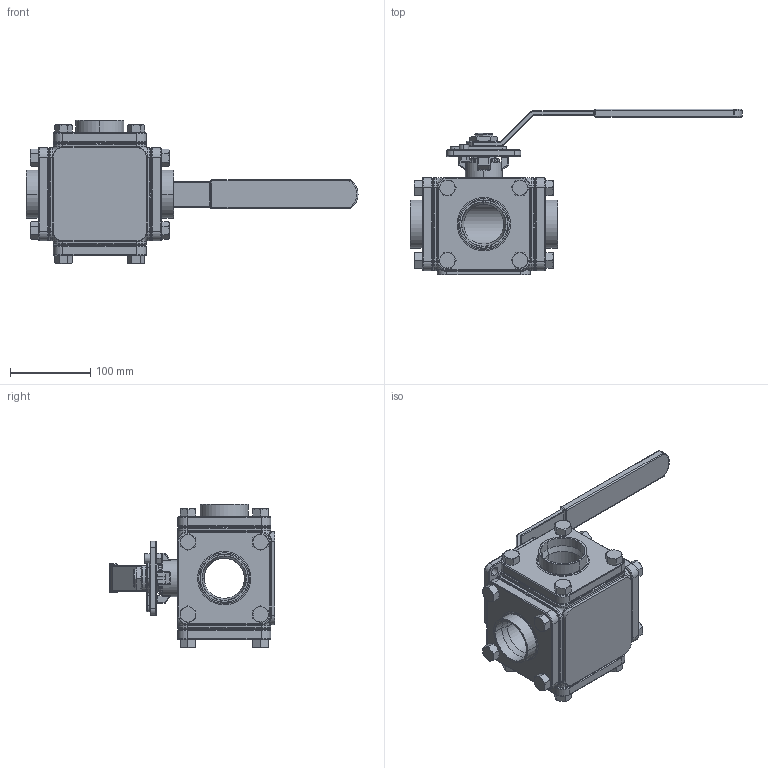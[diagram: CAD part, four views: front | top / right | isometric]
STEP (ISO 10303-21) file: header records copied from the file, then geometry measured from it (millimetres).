
FILE_DESCRIPTION (( 'STEP AP214' ), '1' );
FILE_NAME ('505T-050-3Way.STEP', '2017-10-03T01:26:13', ( '' ), ( '' ), 'SwSTEP 2.0', 'SolidWorks 2012', '' );
FILE_SCHEMA (( 'AUTOMOTIVE_DESIGN' ));
Length unit declared in the file: millimetre
Products named in the file (1): 505T-050-3Way
Bounding box: 414 x 206.16 x 178.5 mm (x, y, z)
Volume: 2448595.4 mm3; surface area: 253640.4 mm2
Topology: 1 solids, 2 shells, 1112 faces, 2566 edges, 1490 vertices
Faces by surface type: cylinder 315, plane 310, cone 299, torus 128, bspline 52, sphere 8
Entity records: 35255 total; most frequent: CARTESIAN_POINT 10629, DIRECTION 5266, ORIENTED_EDGE 5132, EDGE_CURVE 2566, AXIS2_PLACEMENT_3D 2201, VERTEX_POINT 1490, EDGE_LOOP 1180, CIRCLE 1140
